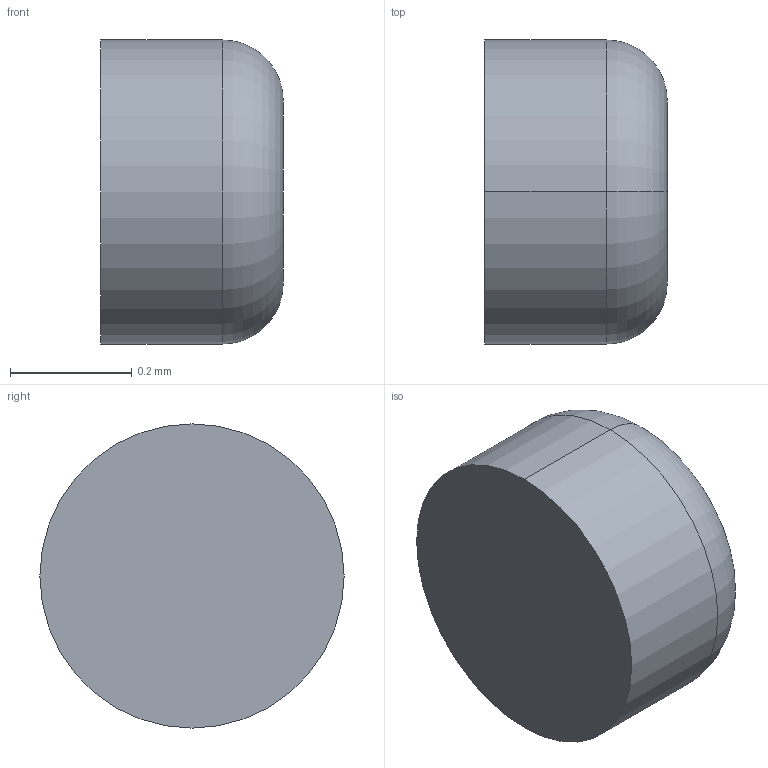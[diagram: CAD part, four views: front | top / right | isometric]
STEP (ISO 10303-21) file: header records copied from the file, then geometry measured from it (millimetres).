
FILE_DESCRIPTION((''),'2;1');
FILE_NAME('52806053_ASM','2019-09-16T13:06:50',('schmidtst'),(''),'CREO PARAMETRIC BY PTC INC, 2018400','CREO PARAMETRIC BY PTC INC, 2018400','');
FILE_SCHEMA(('AUTOMOTIVE_DESIGN { 1 0 10303 214 1 1 1 1 }'));
Length unit declared in the file: millimetre
Products named in the file (3): 52806053NC; 52806053C; 52806053_ASM
Assembly tree (2 placements, depth 2):
  52806053_ASM
    52806053NC
    52806053C
Bounding box: 0.3 x 0.5 x 0.5 mm (x, y, z)
Volume: 0.1 mm3; surface area: 0.8 mm2
Topology: 1 solids, 1 shells, 6 faces, 13 edges, 10 vertices
Faces by surface type: plane 2, torus 2, cylinder 2
Entity records: 1264 total; most frequent: PROPERTY_DEFINITION 123, REPRESENTATION 122, PROPERTY_DEFINITION_REPRESENTATION 122, DIRECTION 112, DESCRIPTIVE_REPRESENTATION_ITEM 84, GENERAL_PROPERTY 81, GENERAL_PROPERTY_ASSOCIATION 81, CARTESIAN_POINT 73
